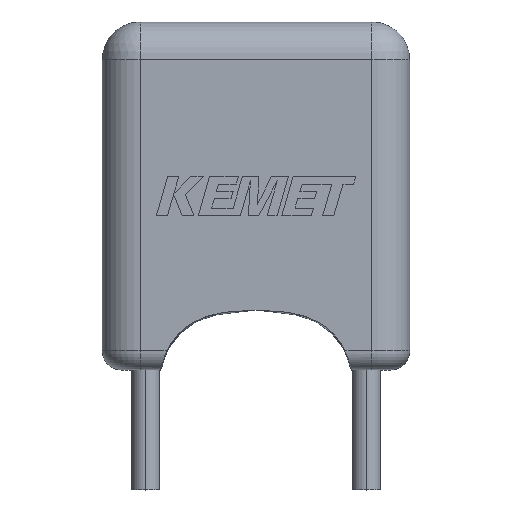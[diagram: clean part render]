
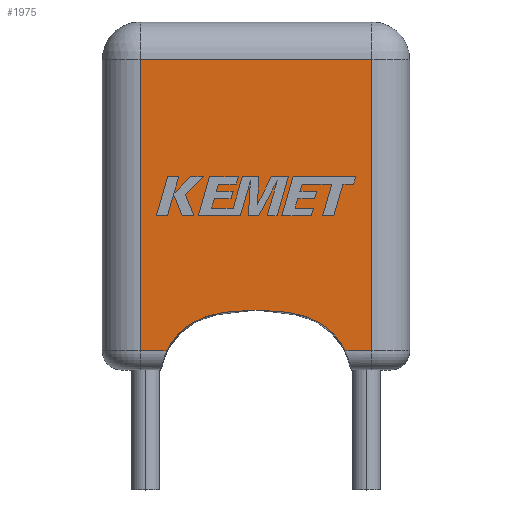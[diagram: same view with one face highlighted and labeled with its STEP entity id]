
A CAD part, top view. The second image highlights one B-rep face of the part: STEP entity #1975.
In plain terms, the highlighted planar face has unit normal (0, 0, 1).
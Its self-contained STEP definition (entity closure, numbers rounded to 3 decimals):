
#121 = ORIENTED_EDGE ( 'NONE', *, *, #2884, .F. ) ;
#137 = EDGE_CURVE ( 'NONE', #3425, #3952, #1252, .T. ) ;
#378 = VECTOR ( 'NONE', #2295, 1000. ) ;
#384 = ORIENTED_EDGE ( 'NONE', *, *, #1947, .T. ) ;
#449 = CARTESIAN_POINT ( 'NONE',  ( 5.385, 1.58, 6.35 ) ) ;
#470 = VERTEX_POINT ( 'NONE', #1490 ) ;
#479 = VECTOR ( 'NONE', #1930, 1000. ) ;
#507 = CARTESIAN_POINT ( 'NONE',  ( 1., 8.2, 6.35 ) ) ;
#570 = VECTOR ( 'NONE', #1508, 1000. ) ;
#573 = B_SPLINE_CURVE_WITH_KNOTS ( 'NONE', 3,
 ( #2417, #807, #2100, #4068 ),
 .UNSPECIFIED., .F., .F.,
 ( 4, 4 ),
 ( 0., 0.83 ),
 .UNSPECIFIED. ) ;
#619 = AXIS2_PLACEMENT_3D ( 'NONE', #3976, #2984, #1287 ) ;
#729 = CARTESIAN_POINT ( 'NONE',  ( 1.713, 0.5, 6.35 ) ) ;
#754 = ORIENTED_EDGE ( 'NONE', *, *, #1217, .T. ) ;
#792 = LINE ( 'NONE', #3430, #1404 ) ;
#807 = CARTESIAN_POINT ( 'NONE',  ( 2.745, 1.58, 6.35 ) ) ;
#825 = ORIENTED_EDGE ( 'NONE', *, *, #2052, .T. ) ;
#863 = VERTEX_POINT ( 'NONE', #1886 ) ;
#1041 = FACE_OUTER_BOUND ( 'NONE', #1061, .T. ) ;
#1061 = EDGE_LOOP ( 'NONE', ( #3645, #384, #754, #2718, #3034, #825, #121 ) ) ;
#1217 = EDGE_CURVE ( 'NONE', #2365, #863, #2609, .T. ) ;
#1252 = LINE ( 'NONE', #1533, #570 ) ;
#1287 = DIRECTION ( 'NONE',  ( -1., 0., 0. ) ) ;
#1292 = VERTEX_POINT ( 'NONE', #729 ) ;
#1306 = VERTEX_POINT ( 'NONE', #3347 ) ;
#1404 = VECTOR ( 'NONE', #2016, 1000. ) ;
#1490 = CARTESIAN_POINT ( 'NONE',  ( 6.417, 0.5, 6.35 ) ) ;
#1491 = CARTESIAN_POINT ( 'NONE',  ( 4.065, 1.58, 6.35 ) ) ;
#1508 = DIRECTION ( 'NONE',  ( 0., -1., 0. ) ) ;
#1533 = CARTESIAN_POINT ( 'NONE',  ( 1., 0., 6.35 ) ) ;
#1598 = CARTESIAN_POINT ( 'NONE',  ( 0., 8.2, 6.35 ) ) ;
#1886 = CARTESIAN_POINT ( 'NONE',  ( 7.13, 8.2, 6.35 ) ) ;
#1930 = DIRECTION ( 'NONE',  ( 1., 0., 0. ) ) ;
#1947 = EDGE_CURVE ( 'NONE', #470, #2365, #2252, .T. ) ;
#1975 = ADVANCED_FACE ( 'NONE', ( #1041 ), #3297, .F. ) ;
#2016 = DIRECTION ( 'NONE',  ( 1., 0., 0. ) ) ;
#2052 = EDGE_CURVE ( 'NONE', #3952, #1292, #792, .T. ) ;
#2100 = CARTESIAN_POINT ( 'NONE',  ( 2.058, 1.236, 6.35 ) ) ;
#2240 = CARTESIAN_POINT ( 'NONE',  ( 1., 0.5, 6.35 ) ) ;
#2252 = LINE ( 'NONE', #3994, #479 ) ;
#2295 = DIRECTION ( 'NONE',  ( 0., 1., 0. ) ) ;
#2365 = VERTEX_POINT ( 'NONE', #3635 ) ;
#2417 = CARTESIAN_POINT ( 'NONE',  ( 4.065, 1.58, 6.35 ) ) ;
#2461 = EDGE_CURVE ( 'NONE', #1306, #470, #4122, .T. ) ;
#2609 = LINE ( 'NONE', #3949, #378 ) ;
#2718 = ORIENTED_EDGE ( 'NONE', *, *, #3136, .T. ) ;
#2884 = EDGE_CURVE ( 'NONE', #1306, #1292, #573, .T. ) ;
#2984 = DIRECTION ( 'NONE',  ( 0., 0., -1. ) ) ;
#3034 = ORIENTED_EDGE ( 'NONE', *, *, #137, .T. ) ;
#3064 = CARTESIAN_POINT ( 'NONE',  ( 6.072, 1.236, 6.35 ) ) ;
#3136 = EDGE_CURVE ( 'NONE', #863, #3425, #3176, .T. ) ;
#3140 = VECTOR ( 'NONE', #3585, 1000. ) ;
#3176 = LINE ( 'NONE', #1598, #3140 ) ;
#3297 = PLANE ( 'NONE',  #619 ) ;
#3347 = CARTESIAN_POINT ( 'NONE',  ( 4.065, 1.58, 6.35 ) ) ;
#3425 = VERTEX_POINT ( 'NONE', #507 ) ;
#3430 = CARTESIAN_POINT ( 'NONE',  ( 0., 0.5, 6.35 ) ) ;
#3458 = CARTESIAN_POINT ( 'NONE',  ( 6.417, 0.5, 6.35 ) ) ;
#3585 = DIRECTION ( 'NONE',  ( -1., 0., 0. ) ) ;
#3635 = CARTESIAN_POINT ( 'NONE',  ( 7.13, 0.5, 6.35 ) ) ;
#3645 = ORIENTED_EDGE ( 'NONE', *, *, #2461, .T. ) ;
#3949 = CARTESIAN_POINT ( 'NONE',  ( 7.13, 0., 6.35 ) ) ;
#3952 = VERTEX_POINT ( 'NONE', #2240 ) ;
#3976 = CARTESIAN_POINT ( 'NONE',  ( 0., 0., 6.35 ) ) ;
#3994 = CARTESIAN_POINT ( 'NONE',  ( 0., 0.5, 6.35 ) ) ;
#4068 = CARTESIAN_POINT ( 'NONE',  ( 1.713, 0.5, 6.35 ) ) ;
#4122 = B_SPLINE_CURVE_WITH_KNOTS ( 'NONE', 3,
 ( #1491, #449, #3064, #3458 ),
 .UNSPECIFIED., .F., .F.,
 ( 4, 4 ),
 ( 0., 0.83 ),
 .UNSPECIFIED. ) ;
